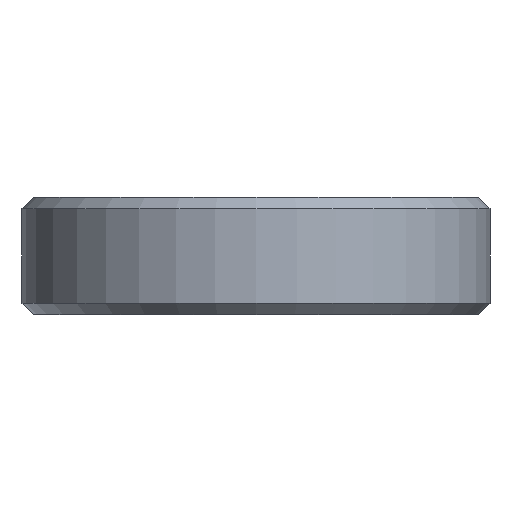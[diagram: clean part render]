
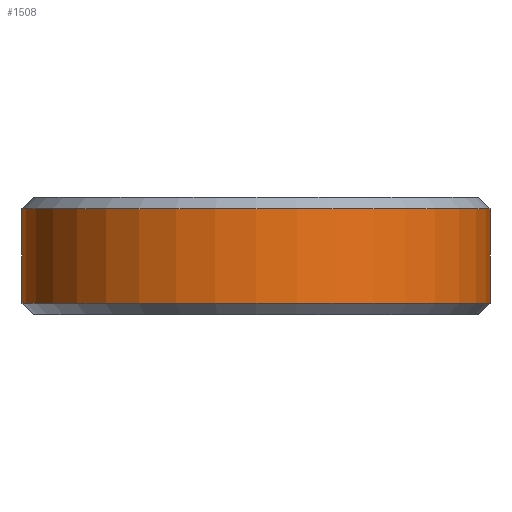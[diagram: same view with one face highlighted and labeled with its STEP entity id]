
A CAD part, left-side view. The second image highlights one B-rep face of the part: STEP entity #1508.
In plain terms, the highlighted cylindrical face has radius 6.25 mm (diameter 12.5 mm), a partial arc.
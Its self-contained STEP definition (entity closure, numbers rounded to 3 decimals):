
#144 = VERTEX_POINT('',#145);
#145 = CARTESIAN_POINT('',(0.,-6.25,0.3));
#161 = CONICAL_SURFACE('',#162,6.25,0.785);
#162 = AXIS2_PLACEMENT_3D('',#163,#164,#165);
#163 = CARTESIAN_POINT('',(0.,0.,0.3));
#164 = DIRECTION('',(0.,0.,1.));
#165 = DIRECTION('',(0.,1.,0.));
#187 = PLANE('',#188);
#188 = AXIS2_PLACEMENT_3D('',#189,#190,#191);
#189 = CARTESIAN_POINT('',(100.,-6.25,0.));
#190 = DIRECTION('',(0.,-1.,0.));
#191 = DIRECTION('',(-1.,0.,0.));
#290 = PLANE('',#291);
#291 = AXIS2_PLACEMENT_3D('',#292,#293,#294);
#292 = CARTESIAN_POINT('',(100.,6.25,0.));
#293 = DIRECTION('',(0.,-1.,0.));
#294 = DIRECTION('',(-1.,0.,0.));
#749 = VERTEX_POINT('',#750);
#750 = CARTESIAN_POINT('',(0.,6.25,0.3));
#797 = EDGE_CURVE('',#749,#144,#798,.T.);
#798 = SURFACE_CURVE('',#799,(#804,#811),.PCURVE_S1.);
#799 = CIRCLE('',#800,6.25);
#800 = AXIS2_PLACEMENT_3D('',#801,#802,#803);
#801 = CARTESIAN_POINT('',(0.,0.,0.3));
#802 = DIRECTION('',(0.,-0.,1.));
#803 = DIRECTION('',(0.,1.,0.));
#804 = PCURVE('',#161,#805);
#805 = DEFINITIONAL_REPRESENTATION('',(#806),#810);
#806 = LINE('',#807,#808);
#807 = CARTESIAN_POINT('',(0.,-0.));
#808 = VECTOR('',#809,1.);
#809 = DIRECTION('',(1.,-0.));
#810 = ( GEOMETRIC_REPRESENTATION_CONTEXT(2) 
PARAMETRIC_REPRESENTATION_CONTEXT() REPRESENTATION_CONTEXT('2D SPACE',''
  ) );
#811 = PCURVE('',#812,#817);
#812 = CYLINDRICAL_SURFACE('',#813,6.25);
#813 = AXIS2_PLACEMENT_3D('',#814,#815,#816);
#814 = CARTESIAN_POINT('',(0.,0.,0.));
#815 = DIRECTION('',(-0.,-0.,-1.));
#816 = DIRECTION('',(1.,0.,0.));
#817 = DEFINITIONAL_REPRESENTATION('',(#818),#822);
#818 = LINE('',#819,#820);
#819 = CARTESIAN_POINT('',(-1.571,-0.3));
#820 = VECTOR('',#821,1.);
#821 = DIRECTION('',(-1.,0.));
#822 = ( GEOMETRIC_REPRESENTATION_CONTEXT(2) 
PARAMETRIC_REPRESENTATION_CONTEXT() REPRESENTATION_CONTEXT('2D SPACE',''
  ) );
#831 = VERTEX_POINT('',#832);
#832 = CARTESIAN_POINT('',(0.,-6.25,2.825));
#858 = EDGE_CURVE('',#144,#831,#859,.T.);
#859 = SURFACE_CURVE('',#860,(#864,#871),.PCURVE_S1.);
#860 = LINE('',#861,#862);
#861 = CARTESIAN_POINT('',(0.,-6.25,0.));
#862 = VECTOR('',#863,1.);
#863 = DIRECTION('',(0.,0.,1.));
#864 = PCURVE('',#187,#865);
#865 = DEFINITIONAL_REPRESENTATION('',(#866),#870);
#866 = LINE('',#867,#868);
#867 = CARTESIAN_POINT('',(100.,0.));
#868 = VECTOR('',#869,1.);
#869 = DIRECTION('',(0.,-1.));
#870 = ( GEOMETRIC_REPRESENTATION_CONTEXT(2) 
PARAMETRIC_REPRESENTATION_CONTEXT() REPRESENTATION_CONTEXT('2D SPACE',''
  ) );
#871 = PCURVE('',#812,#872);
#872 = DEFINITIONAL_REPRESENTATION('',(#873),#877);
#873 = LINE('',#874,#875);
#874 = CARTESIAN_POINT('',(-4.712,0.));
#875 = VECTOR('',#876,1.);
#876 = DIRECTION('',(-0.,-1.));
#877 = ( GEOMETRIC_REPRESENTATION_CONTEXT(2) 
PARAMETRIC_REPRESENTATION_CONTEXT() REPRESENTATION_CONTEXT('2D SPACE',''
  ) );
#967 = VERTEX_POINT('',#968);
#968 = CARTESIAN_POINT('',(0.,6.25,2.825));
#989 = EDGE_CURVE('',#749,#967,#990,.T.);
#990 = SURFACE_CURVE('',#991,(#995,#1002),.PCURVE_S1.);
#991 = LINE('',#992,#993);
#992 = CARTESIAN_POINT('',(0.,6.25,0.));
#993 = VECTOR('',#994,1.);
#994 = DIRECTION('',(0.,0.,1.));
#995 = PCURVE('',#290,#996);
#996 = DEFINITIONAL_REPRESENTATION('',(#997),#1001);
#997 = LINE('',#998,#999);
#998 = CARTESIAN_POINT('',(100.,0.));
#999 = VECTOR('',#1000,1.);
#1000 = DIRECTION('',(0.,-1.));
#1001 = ( GEOMETRIC_REPRESENTATION_CONTEXT(2) 
PARAMETRIC_REPRESENTATION_CONTEXT() REPRESENTATION_CONTEXT('2D SPACE',''
  ) );
#1002 = PCURVE('',#812,#1003);
#1003 = DEFINITIONAL_REPRESENTATION('',(#1004),#1008);
#1004 = LINE('',#1005,#1006);
#1005 = CARTESIAN_POINT('',(-1.571,0.));
#1006 = VECTOR('',#1007,1.);
#1007 = DIRECTION('',(-0.,-1.));
#1008 = ( GEOMETRIC_REPRESENTATION_CONTEXT(2) 
PARAMETRIC_REPRESENTATION_CONTEXT() REPRESENTATION_CONTEXT('2D SPACE',''
  ) );
#1508 = ADVANCED_FACE('',(#1509),#812,.T.);
#1509 = FACE_BOUND('',#1510,.F.);
#1510 = EDGE_LOOP('',(#1511,#1512,#1539,#1540));
#1511 = ORIENTED_EDGE('',*,*,#989,.T.);
#1512 = ORIENTED_EDGE('',*,*,#1513,.T.);
#1513 = EDGE_CURVE('',#967,#831,#1514,.T.);
#1514 = SURFACE_CURVE('',#1515,(#1520,#1527),.PCURVE_S1.);
#1515 = CIRCLE('',#1516,6.25);
#1516 = AXIS2_PLACEMENT_3D('',#1517,#1518,#1519);
#1517 = CARTESIAN_POINT('',(0.,0.,2.825));
#1518 = DIRECTION('',(0.,-0.,1.));
#1519 = DIRECTION('',(0.,1.,0.));
#1520 = PCURVE('',#812,#1521);
#1521 = DEFINITIONAL_REPRESENTATION('',(#1522),#1526);
#1522 = LINE('',#1523,#1524);
#1523 = CARTESIAN_POINT('',(-1.571,-2.825));
#1524 = VECTOR('',#1525,1.);
#1525 = DIRECTION('',(-1.,0.));
#1526 = ( GEOMETRIC_REPRESENTATION_CONTEXT(2) 
PARAMETRIC_REPRESENTATION_CONTEXT() REPRESENTATION_CONTEXT('2D SPACE',''
  ) );
#1527 = PCURVE('',#1528,#1533);
#1528 = CONICAL_SURFACE('',#1529,6.25,0.785);
#1529 = AXIS2_PLACEMENT_3D('',#1530,#1531,#1532);
#1530 = CARTESIAN_POINT('',(0.,0.,2.825));
#1531 = DIRECTION('',(-0.,-0.,-1.));
#1532 = DIRECTION('',(0.,1.,0.));
#1533 = DEFINITIONAL_REPRESENTATION('',(#1534),#1538);
#1534 = LINE('',#1535,#1536);
#1535 = CARTESIAN_POINT('',(-0.,-0.));
#1536 = VECTOR('',#1537,1.);
#1537 = DIRECTION('',(-1.,-0.));
#1538 = ( GEOMETRIC_REPRESENTATION_CONTEXT(2) 
PARAMETRIC_REPRESENTATION_CONTEXT() REPRESENTATION_CONTEXT('2D SPACE',''
  ) );
#1539 = ORIENTED_EDGE('',*,*,#858,.F.);
#1540 = ORIENTED_EDGE('',*,*,#797,.F.);
